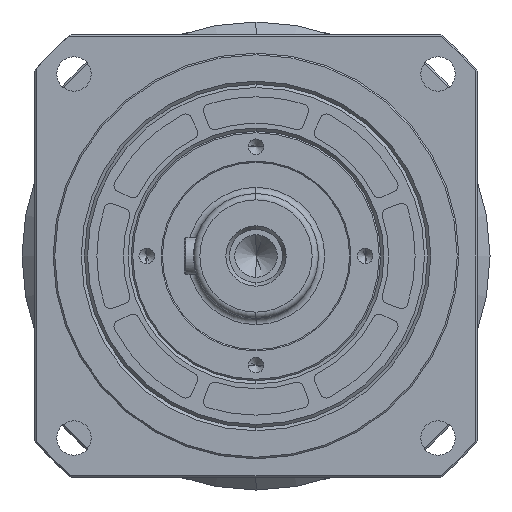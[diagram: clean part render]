
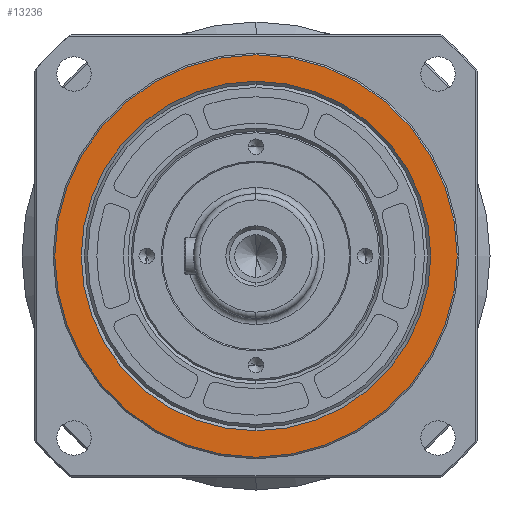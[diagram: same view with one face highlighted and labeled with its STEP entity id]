
A CAD part, left-side view. The second image highlights one B-rep face of the part: STEP entity #13236.
In plain terms, the highlighted planar face has unit normal (-1, 0, 0).
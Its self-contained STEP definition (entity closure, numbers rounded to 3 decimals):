
#57 = CIRCLE ( 'NONE', #14906, 64.5 ) ;
#382 = DIRECTION ( 'NONE',  ( 1., 0., 0. ) ) ;
#805 = FACE_BOUND ( 'NONE', #7346, .T. ) ;
#2309 = ORIENTED_EDGE ( 'NONE', *, *, #19531, .F. ) ;
#3433 = VERTEX_POINT ( 'NONE', #6281 ) ;
#3483 = CIRCLE ( 'NONE', #10896, 56. ) ;
#4263 = CARTESIAN_POINT ( 'NONE',  ( 0., 0., 0. ) ) ;
#4272 = VERTEX_POINT ( 'NONE', #13312 ) ;
#4294 = VERTEX_POINT ( 'NONE', #8405 ) ;
#5791 = DIRECTION ( 'NONE',  ( -1., 0., 0. ) ) ;
#5954 = DIRECTION ( 'NONE',  ( 0., 0., -1. ) ) ;
#6281 = CARTESIAN_POINT ( 'NONE',  ( 0., 0., 64.5 ) ) ;
#7082 = PLANE ( 'NONE',  #17733 ) ;
#7346 = EDGE_LOOP ( 'NONE', ( #2309, #20224 ) ) ;
#8196 = EDGE_CURVE ( 'NONE', #4294, #11940, #12448, .T. ) ;
#8405 = CARTESIAN_POINT ( 'NONE',  ( 0., 0., -56. ) ) ;
#8432 = CARTESIAN_POINT ( 'NONE',  ( 0., 0., 0. ) ) ;
#9063 = CARTESIAN_POINT ( 'NONE',  ( 0., 0., 0. ) ) ;
#9481 = EDGE_CURVE ( 'NONE', #3433, #4272, #17138, .T. ) ;
#10127 = DIRECTION ( 'NONE',  ( 0., 0., 1. ) ) ;
#10392 = CARTESIAN_POINT ( 'NONE',  ( 0., 56., 0. ) ) ;
#10738 = DIRECTION ( 'NONE',  ( 0., 0., 1. ) ) ;
#10896 = AXIS2_PLACEMENT_3D ( 'NONE', #9063, #20817, #10738 ) ;
#11927 = AXIS2_PLACEMENT_3D ( 'NONE', #15898, #5791, #17594 ) ;
#11940 = VERTEX_POINT ( 'NONE', #14788 ) ;
#12151 = DIRECTION ( 'NONE',  ( 0., 0., -1. ) ) ;
#12448 = CIRCLE ( 'NONE', #17419, 56. ) ;
#13236 = ADVANCED_FACE ( 'NONE', ( #14765, #805 ), #7082, .F. ) ;
#13312 = CARTESIAN_POINT ( 'NONE',  ( 0., 0., -64.5 ) ) ;
#14388 = EDGE_CURVE ( 'NONE', #4272, #3433, #57, .T. ) ;
#14765 = FACE_OUTER_BOUND ( 'NONE', #19040, .T. ) ;
#14788 = CARTESIAN_POINT ( 'NONE',  ( 0., 0., 56. ) ) ;
#14906 = AXIS2_PLACEMENT_3D ( 'NONE', #4263, #16055, #5954 ) ;
#15635 = ORIENTED_EDGE ( 'NONE', *, *, #14388, .T. ) ;
#15898 = CARTESIAN_POINT ( 'NONE',  ( 0., 0., 0. ) ) ;
#16055 = DIRECTION ( 'NONE',  ( -1., 0., 0. ) ) ;
#17138 = CIRCLE ( 'NONE', #11927, 64.5 ) ;
#17419 = AXIS2_PLACEMENT_3D ( 'NONE', #8432, #20194, #10127 ) ;
#17594 = DIRECTION ( 'NONE',  ( 0., 0., -1. ) ) ;
#17733 = AXIS2_PLACEMENT_3D ( 'NONE', #10392, #382, #12151 ) ;
#19040 = EDGE_LOOP ( 'NONE', ( #15635, #20651 ) ) ;
#19531 = EDGE_CURVE ( 'NONE', #11940, #4294, #3483, .T. ) ;
#20194 = DIRECTION ( 'NONE',  ( -1., 0., 0. ) ) ;
#20224 = ORIENTED_EDGE ( 'NONE', *, *, #8196, .F. ) ;
#20651 = ORIENTED_EDGE ( 'NONE', *, *, #9481, .T. ) ;
#20817 = DIRECTION ( 'NONE',  ( -1., 0., 0. ) ) ;
